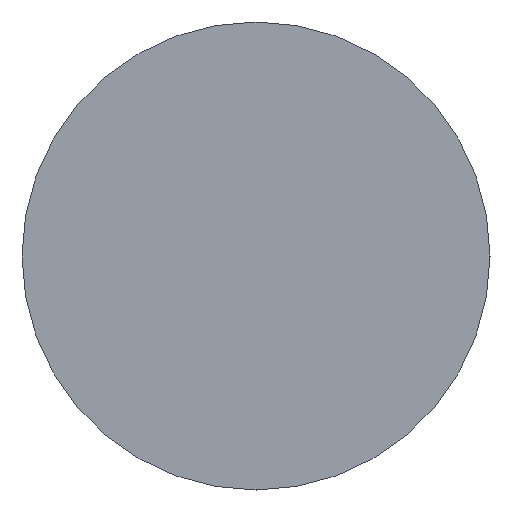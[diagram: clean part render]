
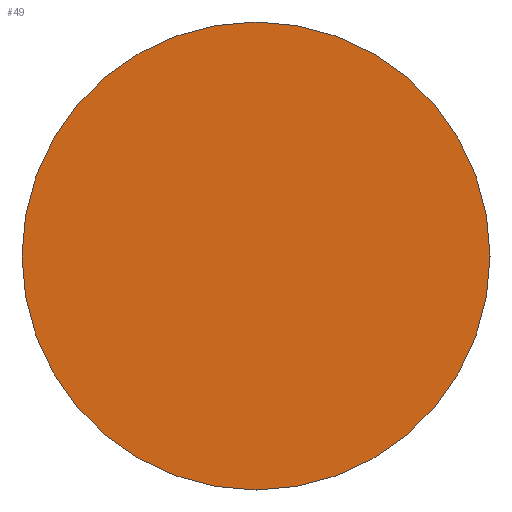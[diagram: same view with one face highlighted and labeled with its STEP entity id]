
A CAD part, front view. The second image highlights one B-rep face of the part: STEP entity #49.
In plain terms, the highlighted planar face has unit normal (0, -1, 0).
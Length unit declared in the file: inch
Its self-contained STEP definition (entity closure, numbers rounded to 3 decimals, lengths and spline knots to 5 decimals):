
#22=FACE_OUTER_BOUND('',#26,.T.);
#26=EDGE_LOOP('',(#41));
#32=CIRCLE('',#57,0.055);
#35=VERTEX_POINT('',#82);
#38=EDGE_CURVE('',#35,#35,#32,.T.);
#41=ORIENTED_EDGE('',*,*,#38,.T.);
#47=PLANE('',#56);
#49=ADVANCED_FACE('',(#22),#47,.F.);
#56=AXIS2_PLACEMENT_3D('',#81,#67,#68);
#57=AXIS2_PLACEMENT_3D('',#83,#69,#70);
#67=DIRECTION('center_axis',(0.,1.,0.));
#68=DIRECTION('ref_axis',(0.,0.,1.));
#69=DIRECTION('center_axis',(0.,-1.,0.));
#70=DIRECTION('ref_axis',(0.,0.,-1.));
#81=CARTESIAN_POINT('Origin',(0.055,0.378,0.));
#82=CARTESIAN_POINT('',(0.,0.378,-0.055));
#83=CARTESIAN_POINT('Origin',(0.,0.378,0.));
